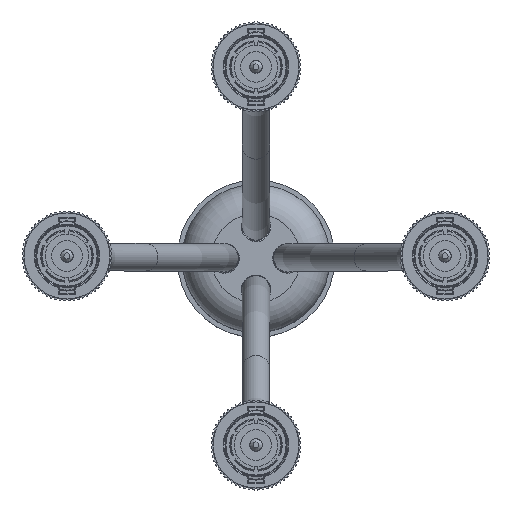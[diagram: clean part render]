
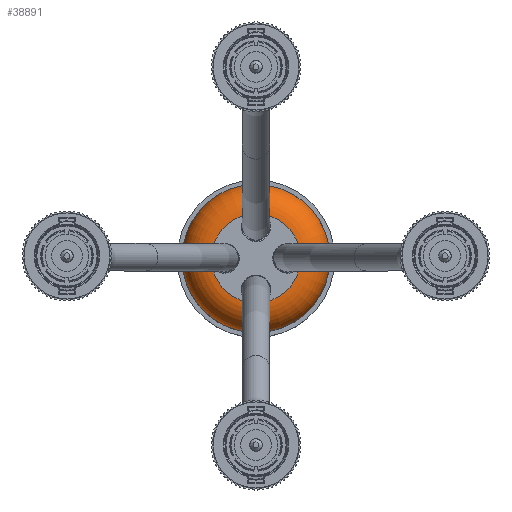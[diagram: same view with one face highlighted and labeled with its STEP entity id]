
A CAD part, top view. The second image highlights one B-rep face of the part: STEP entity #38891.
In plain terms, the highlighted toroidal (fillet/blend) face has major radius 7.176 mm and minor radius 4.763 mm.
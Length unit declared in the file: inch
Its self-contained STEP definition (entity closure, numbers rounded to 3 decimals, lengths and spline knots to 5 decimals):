
#359=B_SPLINE_CURVE_WITH_KNOTS('',3,(#64320,#64321,#64322,#64323,#64324,
#64325,#64326,#64327,#64328,#64329),.UNSPECIFIED.,.F.,.F.,(4,2,2,2,4),(-0.28263,
-0.27659,-0.18467,-0.09236,0.),
 .UNSPECIFIED.);
#361=B_SPLINE_CURVE_WITH_KNOTS('',3,(#64377,#64378,#64379,#64380,#64381,
#64382,#64383,#64384,#64385,#64386),.UNSPECIFIED.,.F.,.F.,(4,2,2,2,4),(-0.28263,
-0.27659,-0.18467,-0.09236,0.),
 .UNSPECIFIED.);
#363=B_SPLINE_CURVE_WITH_KNOTS('',3,(#64434,#64435,#64436,#64437,#64438,
#64439,#64440,#64441,#64442,#64443),.UNSPECIFIED.,.F.,.F.,(4,2,2,2,4),(-0.28263,
-0.27659,-0.18467,-0.09236,0.),
 .UNSPECIFIED.);
#365=B_SPLINE_CURVE_WITH_KNOTS('',3,(#64491,#64492,#64493,#64494,#64495,
#64496,#64497,#64498,#64499,#64500),.UNSPECIFIED.,.F.,.F.,(4,2,2,2,4),(-1.97388,
-1.91326,-1.85264,-1.75793,-1.68507),
 .UNSPECIFIED.);
#6278=TOROIDAL_SURFACE('',#42100,0.2825,0.1875);
#7443=FACE_BOUND('',#10851,.T.);
#8490=FACE_OUTER_BOUND('',#10850,.T.);
#10850=EDGE_LOOP('',(#27742,#27743,#27744,#27745,#27746,#27747,#27748,#27749));
#10851=EDGE_LOOP('',(#27750));
#13080=CIRCLE('',#42096,0.2825);
#13081=CIRCLE('',#42097,0.2825);
#13082=CIRCLE('',#42098,0.2825);
#13083=CIRCLE('',#42099,0.2825);
#13084=CIRCLE('',#42101,0.47);
#15388=VERTEX_POINT('',#64318);
#15389=VERTEX_POINT('',#64319);
#15391=VERTEX_POINT('',#64375);
#15392=VERTEX_POINT('',#64376);
#15394=VERTEX_POINT('',#64432);
#15395=VERTEX_POINT('',#64433);
#15397=VERTEX_POINT('',#64489);
#15398=VERTEX_POINT('',#64490);
#15400=VERTEX_POINT('',#64551);
#19823=EDGE_CURVE('',#15388,#15389,#359,.T.);
#19826=EDGE_CURVE('',#15391,#15392,#361,.T.);
#19829=EDGE_CURVE('',#15394,#15395,#363,.T.);
#19832=EDGE_CURVE('',#15397,#15398,#365,.T.);
#19835=EDGE_CURVE('',#15388,#15392,#13080,.T.);
#19836=EDGE_CURVE('',#15391,#15395,#13081,.T.);
#19837=EDGE_CURVE('',#15394,#15398,#13082,.T.);
#19838=EDGE_CURVE('',#15397,#15389,#13083,.T.);
#19839=EDGE_CURVE('',#15400,#15400,#13084,.T.);
#27742=ORIENTED_EDGE('',*,*,#19823,.T.);
#27743=ORIENTED_EDGE('',*,*,#19838,.F.);
#27744=ORIENTED_EDGE('',*,*,#19832,.T.);
#27745=ORIENTED_EDGE('',*,*,#19837,.F.);
#27746=ORIENTED_EDGE('',*,*,#19829,.T.);
#27747=ORIENTED_EDGE('',*,*,#19836,.F.);
#27748=ORIENTED_EDGE('',*,*,#19826,.T.);
#27749=ORIENTED_EDGE('',*,*,#19835,.F.);
#27750=ORIENTED_EDGE('',*,*,#19839,.T.);
#38891=ADVANCED_FACE('',(#8490,#7443),#6278,.T.);
#42096=AXIS2_PLACEMENT_3D('',#64546,#49003,#49004);
#42097=AXIS2_PLACEMENT_3D('',#64547,#49005,#49006);
#42098=AXIS2_PLACEMENT_3D('',#64548,#49007,#49008);
#42099=AXIS2_PLACEMENT_3D('',#64549,#49009,#49010);
#42100=AXIS2_PLACEMENT_3D('',#64550,#49011,#49012);
#42101=AXIS2_PLACEMENT_3D('',#64552,#49013,#49014);
#49003=DIRECTION('center_axis',(0.,0.,
1.));
#49004=DIRECTION('ref_axis',(-1.,0.,0.));
#49005=DIRECTION('center_axis',(0.,0.,
1.));
#49006=DIRECTION('ref_axis',(-1.,0.,0.));
#49007=DIRECTION('center_axis',(0.,0.,
1.));
#49008=DIRECTION('ref_axis',(-1.,0.,0.));
#49009=DIRECTION('center_axis',(0.,0.,
1.));
#49010=DIRECTION('ref_axis',(-1.,0.,0.));
#49011=DIRECTION('center_axis',(0.,0.,
1.));
#49012=DIRECTION('ref_axis',(0.,-1.,0.));
#49013=DIRECTION('center_axis',(0.,0.,
1.));
#49014=DIRECTION('ref_axis',(-1.,0.,0.));
#64318=CARTESIAN_POINT('',(-0.05269,0.27754,1.49));
#64319=CARTESIAN_POINT('',(0.05269,0.27754,1.49));
#64320=CARTESIAN_POINT('Ctrl Pts',(-0.05269,0.27754,1.49));
#64321=CARTESIAN_POINT('Ctrl Pts',(-0.05202,0.278,
1.49));
#64322=CARTESIAN_POINT('Ctrl Pts',(-0.05135,0.27844,
1.49));
#64323=CARTESIAN_POINT('Ctrl Pts',(-0.04036,0.2855,
1.48997));
#64324=CARTESIAN_POINT('Ctrl Pts',(-0.02886,0.29003,
1.4898));
#64325=CARTESIAN_POINT('Ctrl Pts',(-0.0048,0.29443,
1.48964));
#64326=CARTESIAN_POINT('Ctrl Pts',(0.00753,0.29424,
1.48965));
#64327=CARTESIAN_POINT('Ctrl Pts',(0.03138,0.28918,
1.48983));
#64328=CARTESIAN_POINT('Ctrl Pts',(0.04266,0.28436,
1.49));
#64329=CARTESIAN_POINT('Ctrl Pts',(0.05269,0.27754,1.49));
#64375=CARTESIAN_POINT('',(-0.27754,-0.05269,1.49));
#64376=CARTESIAN_POINT('',(-0.27754,0.05269,1.49));
#64377=CARTESIAN_POINT('Ctrl Pts',(-0.27754,-0.05269,1.49));
#64378=CARTESIAN_POINT('Ctrl Pts',(-0.278,-0.05202,
1.49));
#64379=CARTESIAN_POINT('Ctrl Pts',(-0.27844,-0.05135,
1.49));
#64380=CARTESIAN_POINT('Ctrl Pts',(-0.2855,-0.04036,
1.48997));
#64381=CARTESIAN_POINT('Ctrl Pts',(-0.29003,-0.02886,
1.4898));
#64382=CARTESIAN_POINT('Ctrl Pts',(-0.29443,-0.0048,
1.48964));
#64383=CARTESIAN_POINT('Ctrl Pts',(-0.29424,0.00753,
1.48965));
#64384=CARTESIAN_POINT('Ctrl Pts',(-0.28918,0.03138,
1.48983));
#64385=CARTESIAN_POINT('Ctrl Pts',(-0.28436,0.04266,
1.49));
#64386=CARTESIAN_POINT('Ctrl Pts',(-0.27754,0.05269,1.49));
#64432=CARTESIAN_POINT('',(0.05269,-0.27754,1.49));
#64433=CARTESIAN_POINT('',(-0.05269,-0.27754,1.49));
#64434=CARTESIAN_POINT('Ctrl Pts',(0.05269,-0.27754,1.49));
#64435=CARTESIAN_POINT('Ctrl Pts',(0.05202,-0.278,
1.49));
#64436=CARTESIAN_POINT('Ctrl Pts',(0.05135,-0.27844,
1.49));
#64437=CARTESIAN_POINT('Ctrl Pts',(0.04036,-0.2855,
1.48997));
#64438=CARTESIAN_POINT('Ctrl Pts',(0.02886,-0.29003,
1.4898));
#64439=CARTESIAN_POINT('Ctrl Pts',(0.0048,-0.29443,
1.48964));
#64440=CARTESIAN_POINT('Ctrl Pts',(-0.00753,-0.29424,
1.48965));
#64441=CARTESIAN_POINT('Ctrl Pts',(-0.03138,-0.28918,
1.48983));
#64442=CARTESIAN_POINT('Ctrl Pts',(-0.04266,-0.28436,
1.49));
#64443=CARTESIAN_POINT('Ctrl Pts',(-0.05269,-0.27754,1.49));
#64489=CARTESIAN_POINT('',(0.27754,0.05269,1.49));
#64490=CARTESIAN_POINT('',(0.27754,-0.05269,1.49));
#64491=CARTESIAN_POINT('Ctrl Pts',(0.27754,0.05269,1.49));
#64492=CARTESIAN_POINT('Ctrl Pts',(0.28201,0.04611,
1.49));
#64493=CARTESIAN_POINT('Ctrl Pts',(0.28563,0.03899,
1.48992));
#64494=CARTESIAN_POINT('Ctrl Pts',(0.29097,0.024,
1.48978));
#64495=CARTESIAN_POINT('Ctrl Pts',(0.29267,0.01624,
1.48971));
#64496=CARTESIAN_POINT('Ctrl Pts',(0.29447,-0.00384,
1.48963));
#64497=CARTESIAN_POINT('Ctrl Pts',(0.29315,-0.01611,
1.4897));
#64498=CARTESIAN_POINT('Ctrl Pts',(0.2868,-0.03665,
1.4899));
#64499=CARTESIAN_POINT('Ctrl Pts',(0.28273,-0.04505,
1.49));
#64500=CARTESIAN_POINT('Ctrl Pts',(0.27754,-0.05269,1.49));
#64546=CARTESIAN_POINT('Origin',(0.,0.,
1.49));
#64547=CARTESIAN_POINT('Origin',(0.,0.,
1.49));
#64548=CARTESIAN_POINT('Origin',(0.,0.,
1.49));
#64549=CARTESIAN_POINT('Origin',(0.,0.,
1.49));
#64550=CARTESIAN_POINT('Origin',(0.,0.,
1.3025));
#64551=CARTESIAN_POINT('',(-0.47,0.,1.3025));
#64552=CARTESIAN_POINT('Origin',(0.,0.,
1.3025));
